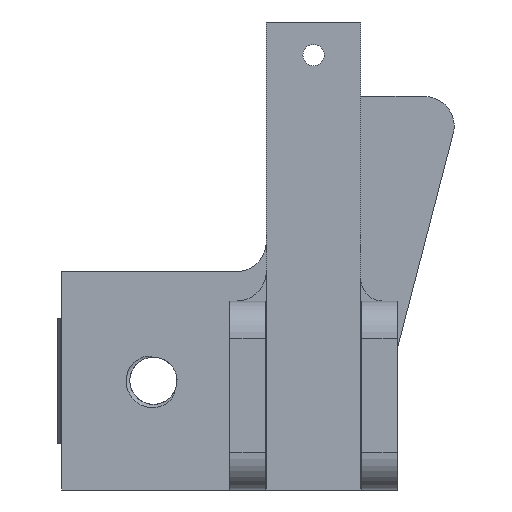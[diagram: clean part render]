
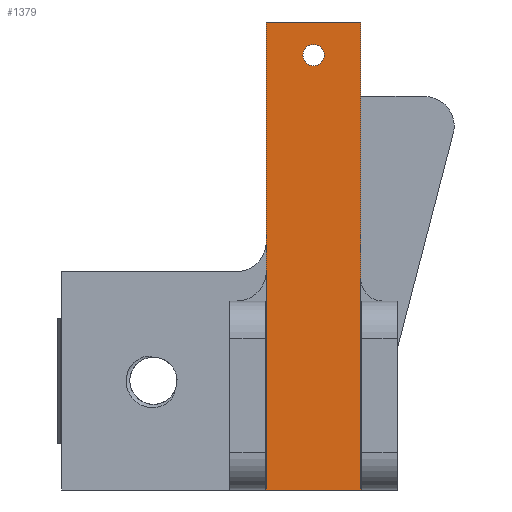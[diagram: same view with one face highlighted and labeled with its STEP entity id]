
A CAD part, front view. The second image highlights one B-rep face of the part: STEP entity #1379.
In plain terms, the highlighted planar face has unit normal (0, -1, 0).
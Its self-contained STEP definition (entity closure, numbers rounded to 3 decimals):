
#29=FACE_BOUND('',#188,.T.);
#52=PLANE('',#1509);
#106=FACE_OUTER_BOUND('',#187,.T.);
#187=EDGE_LOOP('',(#1114,#1115,#1116,#1117));
#188=EDGE_LOOP('',(#1118));
#241=CIRCLE('',#1465,2.863);
#324=LINE('',#2717,#454);
#328=LINE('',#2724,#458);
#359=LINE('',#2818,#489);
#383=LINE('',#2889,#513);
#454=VECTOR('',#1623,10.);
#458=VECTOR('',#1629,10.);
#489=VECTOR('',#1710,10.);
#513=VECTOR('',#1788,10.);
#595=VERTEX_POINT('',#2714);
#596=VERTEX_POINT('',#2716);
#598=VERTEX_POINT('',#2722);
#611=VERTEX_POINT('',#2754);
#636=VERTEX_POINT('',#2817);
#739=EDGE_CURVE('',#596,#595,#324,.T.);
#743=EDGE_CURVE('',#598,#595,#328,.T.);
#759=EDGE_CURVE('',#611,#611,#241,.T.);
#790=EDGE_CURVE('',#636,#596,#359,.T.);
#827=EDGE_CURVE('',#598,#636,#383,.T.);
#1114=ORIENTED_EDGE('',*,*,#790,.T.);
#1115=ORIENTED_EDGE('',*,*,#739,.T.);
#1116=ORIENTED_EDGE('',*,*,#743,.F.);
#1117=ORIENTED_EDGE('',*,*,#827,.T.);
#1118=ORIENTED_EDGE('',*,*,#759,.T.);
#1379=ADVANCED_FACE('',(#106,#29),#52,.T.);
#1465=AXIS2_PLACEMENT_3D('',#2756,#1655,#1656);
#1509=AXIS2_PLACEMENT_3D('',#2888,#1786,#1787);
#1623=DIRECTION('',(0.,0.,1.));
#1629=DIRECTION('',(1.,0.,0.));
#1655=DIRECTION('center_axis',(0.,1.,0.));
#1656=DIRECTION('ref_axis',(1.,0.,0.));
#1710=DIRECTION('',(1.,0.,0.));
#1786=DIRECTION('center_axis',(0.,-1.,0.));
#1787=DIRECTION('ref_axis',(0.,0.,-1.));
#1788=DIRECTION('',(0.,0.,-1.));
#2714=CARTESIAN_POINT('',(12.7,-10.,100.4));
#2716=CARTESIAN_POINT('',(12.7,-10.,-25.4));
#2717=CARTESIAN_POINT('',(12.7,-10.,55.));
#2722=CARTESIAN_POINT('',(-12.7,-10.,100.4));
#2724=CARTESIAN_POINT('',(-12.7,-10.,100.4));
#2754=CARTESIAN_POINT('',(-2.863,-10.,91.508));
#2756=CARTESIAN_POINT('Origin',(0.,-10.,91.508));
#2817=CARTESIAN_POINT('',(-12.7,-10.,-25.4));
#2818=CARTESIAN_POINT('',(0.,-10.,-25.4));
#2888=CARTESIAN_POINT('Origin',(0.,-10.,0.));
#2889=CARTESIAN_POINT('',(-12.7,-10.,-76.2));
